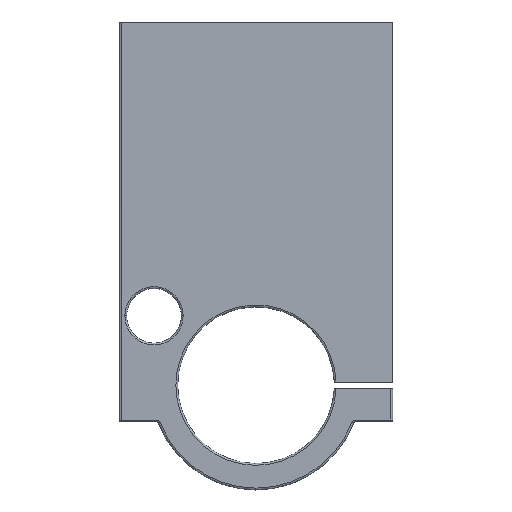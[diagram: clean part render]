
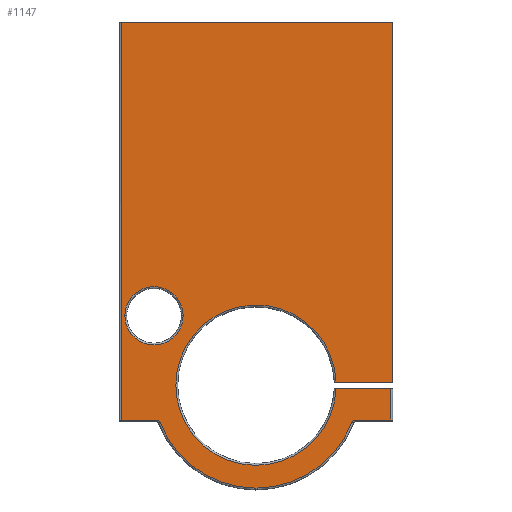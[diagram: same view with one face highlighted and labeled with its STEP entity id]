
A CAD part, top view. The second image highlights one B-rep face of the part: STEP entity #1147.
In plain terms, the highlighted planar face has unit normal (0, 0, 1).
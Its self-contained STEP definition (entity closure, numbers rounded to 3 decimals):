
#88=CARTESIAN_POINT('Vertex',(37.5,-28.83,0.)) ;
#91=CARTESIAN_POINT('Line Origine',(29.742,-28.83,0.)) ;
#95=CARTESIAN_POINT('Vertex',(21.983,-28.83,0.)) ;
#165=CARTESIAN_POINT('Vertex',(37.5,70.,0.)) ;
#168=CARTESIAN_POINT('Line Origine',(37.5,20.585,0.)) ;
#189=CARTESIAN_POINT('Vertex',(-37.,70.,0.)) ;
#194=CARTESIAN_POINT('Line Origine',(0.25,70.,0.)) ;
#307=CARTESIAN_POINT('Vertex',(-37.,-39.25,0.)) ;
#310=CARTESIAN_POINT('Line Origine',(-37.,5.78,0.)) ;
#394=CARTESIAN_POINT('Vertex',(-27.277,-39.25,0.)) ;
#401=CARTESIAN_POINT('Vertex',(-26.345,-39.889,0.)) ;
#404=CARTESIAN_POINT('Axis2P3D Location',(-27.277,-40.25,0.)) ;
#452=CARTESIAN_POINT('Line Origine',(0.25,-39.25,0.)) ;
#553=CARTESIAN_POINT('Vertex',(26.345,-39.889,0.)) ;
#560=CARTESIAN_POINT('Vertex',(27.277,-39.25,0.)) ;
#563=CARTESIAN_POINT('Axis2P3D Location',(27.277,-40.25,0.)) ;
#611=CARTESIAN_POINT('Axis2P3D Location',(0.,-29.69,0.)) ;
#741=CARTESIAN_POINT('Vertex',(37.,-39.25,0.)) ;
#744=CARTESIAN_POINT('Line Origine',(0.25,-39.25,0.)) ;
#809=CARTESIAN_POINT('Vertex',(37.,-30.55,0.)) ;
#812=CARTESIAN_POINT('Line Origine',(37.,5.78,0.)) ;
#855=CARTESIAN_POINT('Vertex',(21.983,-30.55,0.)) ;
#858=CARTESIAN_POINT('Line Origine',(29.492,-30.55,0.)) ;
#942=CARTESIAN_POINT('Axis2P3D Location',(0.,-29.69,0.)) ;
#1020=CARTESIAN_POINT('Vertex',(-36.,-10.65,0.)) ;
#1023=CARTESIAN_POINT('Axis2P3D Location',(-28.,-10.65,0.)) ;
#1027=CARTESIAN_POINT('Vertex',(-20.,-10.65,0.)) ;
#1095=CARTESIAN_POINT('Axis2P3D Location',(-28.,-10.65,0.)) ;
#1124=CARTESIAN_POINT('Axis2P3D Location',(0.,0.,0.)) ;
#92=DIRECTION('Vector Direction',(1.,0.,0.)) ;
#169=DIRECTION('Vector Direction',(0.,1.,0.)) ;
#195=DIRECTION('Vector Direction',(-1.,0.,0.)) ;
#311=DIRECTION('Vector Direction',(0.,-1.,0.)) ;
#405=DIRECTION('Axis2P3D Direction',(0.,0.,1.)) ;
#453=DIRECTION('Vector Direction',(1.,0.,0.)) ;
#564=DIRECTION('Axis2P3D Direction',(0.,0.,1.)) ;
#612=DIRECTION('Axis2P3D Direction',(0.,-0.,1.)) ;
#745=DIRECTION('Vector Direction',(1.,0.,0.)) ;
#813=DIRECTION('Vector Direction',(0.,1.,0.)) ;
#859=DIRECTION('Vector Direction',(1.,0.,0.)) ;
#943=DIRECTION('Axis2P3D Direction',(-0.,0.,1.)) ;
#1024=DIRECTION('Axis2P3D Direction',(0.,-0.,1.)) ;
#1096=DIRECTION('Axis2P3D Direction',(-0.,0.,1.)) ;
#1125=DIRECTION('Axis2P3D Direction',(0.,0.,1.)) ;
#1126=DIRECTION('Axis2P3D XDirection',(1.,0.,0.)) ;
#406=AXIS2_PLACEMENT_3D('Circle Axis2P3D',#404,#405,$) ;
#565=AXIS2_PLACEMENT_3D('Circle Axis2P3D',#563,#564,$) ;
#613=AXIS2_PLACEMENT_3D('Circle Axis2P3D',#611,#612,$) ;
#944=AXIS2_PLACEMENT_3D('Circle Axis2P3D',#942,#943,$) ;
#1025=AXIS2_PLACEMENT_3D('Circle Axis2P3D',#1023,#1024,$) ;
#1097=AXIS2_PLACEMENT_3D('Circle Axis2P3D',#1095,#1096,$) ;
#1127=AXIS2_PLACEMENT_3D('Plane Axis2P3D',#1124,#1125,#1126) ;
#1130=ORIENTED_EDGE('',*,*,#97,.T.) ;
#1131=ORIENTED_EDGE('',*,*,#172,.T.) ;
#1132=ORIENTED_EDGE('',*,*,#198,.T.) ;
#1133=ORIENTED_EDGE('',*,*,#314,.T.) ;
#1134=ORIENTED_EDGE('',*,*,#456,.T.) ;
#1135=ORIENTED_EDGE('',*,*,#408,.T.) ;
#1136=ORIENTED_EDGE('',*,*,#615,.T.) ;
#1137=ORIENTED_EDGE('',*,*,#567,.T.) ;
#1138=ORIENTED_EDGE('',*,*,#748,.T.) ;
#1139=ORIENTED_EDGE('',*,*,#816,.T.) ;
#1140=ORIENTED_EDGE('',*,*,#862,.T.) ;
#1141=ORIENTED_EDGE('',*,*,#946,.T.) ;
#1144=ORIENTED_EDGE('',*,*,#1029,.F.) ;
#1145=ORIENTED_EDGE('',*,*,#1099,.F.) ;
#1146=FACE_BOUND('',#1143,.T.) ;
#93=VECTOR('Line Direction',#92,1.) ;
#170=VECTOR('Line Direction',#169,1.) ;
#196=VECTOR('Line Direction',#195,1.) ;
#312=VECTOR('Line Direction',#311,1.) ;
#454=VECTOR('Line Direction',#453,1.) ;
#746=VECTOR('Line Direction',#745,1.) ;
#814=VECTOR('Line Direction',#813,1.) ;
#860=VECTOR('Line Direction',#859,1.) ;
#1147=ADVANCED_FACE('Geometrical Set.1',(#1142,#1146),#1128,.T.) ;
#407=CIRCLE('generated circle',#406,1.) ;
#566=CIRCLE('generated circle',#565,1.) ;
#614=CIRCLE('generated circle',#613,28.25) ;
#945=CIRCLE('generated circle',#944,22.) ;
#1026=CIRCLE('generated circle',#1025,8.) ;
#1098=CIRCLE('generated circle',#1097,8.) ;
#97=EDGE_CURVE('',#96,#89,#94,.T.) ;
#172=EDGE_CURVE('',#89,#166,#171,.T.) ;
#198=EDGE_CURVE('',#166,#190,#197,.T.) ;
#314=EDGE_CURVE('',#190,#308,#313,.T.) ;
#408=EDGE_CURVE('',#395,#402,#407,.F.) ;
#456=EDGE_CURVE('',#308,#395,#455,.T.) ;
#567=EDGE_CURVE('',#554,#561,#566,.F.) ;
#615=EDGE_CURVE('',#402,#554,#614,.T.) ;
#748=EDGE_CURVE('',#561,#742,#747,.T.) ;
#816=EDGE_CURVE('',#742,#810,#815,.T.) ;
#862=EDGE_CURVE('',#810,#856,#861,.F.) ;
#946=EDGE_CURVE('',#856,#96,#945,.F.) ;
#1029=EDGE_CURVE('',#1021,#1028,#1026,.T.) ;
#1099=EDGE_CURVE('',#1028,#1021,#1098,.T.) ;
#1129=EDGE_LOOP('',(#1130,#1131,#1132,#1133,#1134,#1135,#1136,#1137,#1138,#1139,#1140,#1141)) ;
#1143=EDGE_LOOP('',(#1144,#1145)) ;
#1142=FACE_OUTER_BOUND('',#1129,.T.) ;
#94=LINE('Line',#91,#93) ;
#171=LINE('Line',#168,#170) ;
#197=LINE('Line',#194,#196) ;
#313=LINE('Line',#310,#312) ;
#455=LINE('Line',#452,#454) ;
#747=LINE('Line',#744,#746) ;
#815=LINE('Line',#812,#814) ;
#861=LINE('Line',#858,#860) ;
#1128=PLANE('',#1127) ;
#89=VERTEX_POINT('',#88) ;
#96=VERTEX_POINT('',#95) ;
#166=VERTEX_POINT('',#165) ;
#190=VERTEX_POINT('',#189) ;
#308=VERTEX_POINT('',#307) ;
#395=VERTEX_POINT('',#394) ;
#402=VERTEX_POINT('',#401) ;
#554=VERTEX_POINT('',#553) ;
#561=VERTEX_POINT('',#560) ;
#742=VERTEX_POINT('',#741) ;
#810=VERTEX_POINT('',#809) ;
#856=VERTEX_POINT('',#855) ;
#1021=VERTEX_POINT('',#1020) ;
#1028=VERTEX_POINT('',#1027) ;
